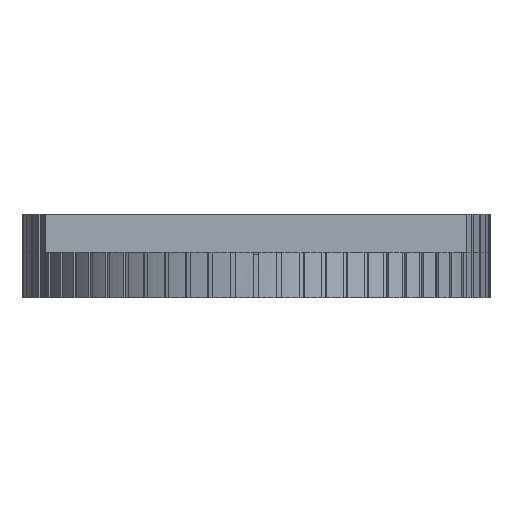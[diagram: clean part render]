
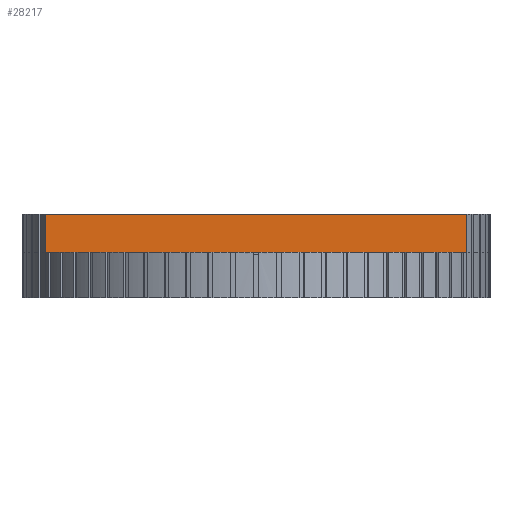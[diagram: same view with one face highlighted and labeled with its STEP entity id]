
A CAD part, left-side view. The second image highlights one B-rep face of the part: STEP entity #28217.
In plain terms, the highlighted planar face has unit normal (-1, 0, 0).
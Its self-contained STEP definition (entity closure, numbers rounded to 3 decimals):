
#11813 = PLANE('',#11814);
#11814 = AXIS2_PLACEMENT_3D('',#11815,#11816,#11817);
#11815 = CARTESIAN_POINT('',(-20.,-46.,16.5));
#11816 = DIRECTION('',(0.,0.,1.));
#11817 = DIRECTION('',(1.,0.,0.));
#14859 = VERTEX_POINT('',#14860);
#14860 = CARTESIAN_POINT('',(-20.,41.425,9.));
#14875 = CYLINDRICAL_SURFACE('',#14876,46.);
#14876 = AXIS2_PLACEMENT_3D('',#14877,#14878,#14879);
#14877 = CARTESIAN_POINT('',(0.,0.,0.));
#14878 = DIRECTION('',(0.,0.,1.));
#14879 = DIRECTION('',(1.,0.,0.));
#19190 = CYLINDRICAL_SURFACE('',#19191,46.);
#19191 = AXIS2_PLACEMENT_3D('',#19192,#19193,#19194);
#19192 = CARTESIAN_POINT('',(0.,0.,0.));
#19193 = DIRECTION('',(0.,0.,1.));
#19194 = DIRECTION('',(1.,0.,0.));
#19229 = VERTEX_POINT('',#19230);
#19230 = CARTESIAN_POINT('',(-20.,-41.425,9.));
#22333 = EDGE_CURVE('',#22334,#22336,#22338,.T.);
#22334 = VERTEX_POINT('',#22335);
#22335 = CARTESIAN_POINT('',(-20.,-41.425,16.5));
#22336 = VERTEX_POINT('',#22337);
#22337 = CARTESIAN_POINT('',(-20.,41.425,16.5));
#22338 = SURFACE_CURVE('',#22339,(#22343,#22350),.PCURVE_S1.);
#22339 = LINE('',#22340,#22341);
#22340 = CARTESIAN_POINT('',(-20.,-46.,16.5));
#22341 = VECTOR('',#22342,1.);
#22342 = DIRECTION('',(0.,1.,0.));
#22343 = PCURVE('',#11813,#22344);
#22344 = DEFINITIONAL_REPRESENTATION('',(#22345),#22349);
#22345 = LINE('',#22346,#22347);
#22346 = CARTESIAN_POINT('',(0.,0.));
#22347 = VECTOR('',#22348,1.);
#22348 = DIRECTION('',(0.,1.));
#22349 = ( GEOMETRIC_REPRESENTATION_CONTEXT(2) 
PARAMETRIC_REPRESENTATION_CONTEXT() REPRESENTATION_CONTEXT('2D SPACE',''
  ) );
#22350 = PCURVE('',#22351,#22356);
#22351 = PLANE('',#22352);
#22352 = AXIS2_PLACEMENT_3D('',#22353,#22354,#22355);
#22353 = CARTESIAN_POINT('',(-20.,-46.,0.));
#22354 = DIRECTION('',(1.,0.,0.));
#22355 = DIRECTION('',(0.,0.,1.));
#22356 = DEFINITIONAL_REPRESENTATION('',(#22357),#22361);
#22357 = LINE('',#22358,#22359);
#22358 = CARTESIAN_POINT('',(16.5,0.));
#22359 = VECTOR('',#22360,1.);
#22360 = DIRECTION('',(0.,-1.));
#22361 = ( GEOMETRIC_REPRESENTATION_CONTEXT(2) 
PARAMETRIC_REPRESENTATION_CONTEXT() REPRESENTATION_CONTEXT('2D SPACE',''
  ) );
#23233 = PLANE('',#23234);
#23234 = AXIS2_PLACEMENT_3D('',#23235,#23236,#23237);
#23235 = CARTESIAN_POINT('',(0.,0.,9.));
#23236 = DIRECTION('',(0.,0.,1.));
#23237 = DIRECTION('',(1.,0.,0.));
#27677 = EDGE_CURVE('',#14859,#22336,#27678,.T.);
#27678 = SURFACE_CURVE('',#27679,(#27683,#27689),.PCURVE_S1.);
#27679 = LINE('',#27680,#27681);
#27680 = CARTESIAN_POINT('',(-20.,41.425,0.));
#27681 = VECTOR('',#27682,1.);
#27682 = DIRECTION('',(0.,0.,1.));
#27683 = PCURVE('',#14875,#27684);
#27684 = DEFINITIONAL_REPRESENTATION('',(#27685),#27688);
#27685 = B_SPLINE_CURVE_WITH_KNOTS('',1,(#27686,#27687),.UNSPECIFIED.,
  .F.,.F.,(2,2),(0.,16.5),.PIECEWISE_BEZIER_KNOTS.);
#27686 = CARTESIAN_POINT('',(2.021,0.));
#27687 = CARTESIAN_POINT('',(2.021,16.5));
#27688 = ( GEOMETRIC_REPRESENTATION_CONTEXT(2) 
PARAMETRIC_REPRESENTATION_CONTEXT() REPRESENTATION_CONTEXT('2D SPACE',''
  ) );
#27689 = PCURVE('',#22351,#27690);
#27690 = DEFINITIONAL_REPRESENTATION('',(#27691),#27694);
#27691 = B_SPLINE_CURVE_WITH_KNOTS('',1,(#27692,#27693),.UNSPECIFIED.,
  .F.,.F.,(2,2),(0.,16.5),.PIECEWISE_BEZIER_KNOTS.);
#27692 = CARTESIAN_POINT('',(0.,-87.425));
#27693 = CARTESIAN_POINT('',(16.5,-87.425));
#27694 = ( GEOMETRIC_REPRESENTATION_CONTEXT(2) 
PARAMETRIC_REPRESENTATION_CONTEXT() REPRESENTATION_CONTEXT('2D SPACE',''
  ) );
#27811 = EDGE_CURVE('',#19229,#22334,#27812,.T.);
#27812 = SURFACE_CURVE('',#27813,(#27817,#27823),.PCURVE_S1.);
#27813 = LINE('',#27814,#27815);
#27814 = CARTESIAN_POINT('',(-20.,-41.425,0.));
#27815 = VECTOR('',#27816,1.);
#27816 = DIRECTION('',(0.,0.,1.));
#27817 = PCURVE('',#19190,#27818);
#27818 = DEFINITIONAL_REPRESENTATION('',(#27819),#27822);
#27819 = B_SPLINE_CURVE_WITH_KNOTS('',1,(#27820,#27821),.UNSPECIFIED.,
  .F.,.F.,(2,2),(0.,16.5),.PIECEWISE_BEZIER_KNOTS.);
#27820 = CARTESIAN_POINT('',(4.263,0.));
#27821 = CARTESIAN_POINT('',(4.263,16.5));
#27822 = ( GEOMETRIC_REPRESENTATION_CONTEXT(2) 
PARAMETRIC_REPRESENTATION_CONTEXT() REPRESENTATION_CONTEXT('2D SPACE',''
  ) );
#27823 = PCURVE('',#22351,#27824);
#27824 = DEFINITIONAL_REPRESENTATION('',(#27825),#27828);
#27825 = B_SPLINE_CURVE_WITH_KNOTS('',1,(#27826,#27827),.UNSPECIFIED.,
  .F.,.F.,(2,2),(0.,16.5),.PIECEWISE_BEZIER_KNOTS.);
#27826 = CARTESIAN_POINT('',(0.,-4.575));
#27827 = CARTESIAN_POINT('',(16.5,-4.575));
#27828 = ( GEOMETRIC_REPRESENTATION_CONTEXT(2) 
PARAMETRIC_REPRESENTATION_CONTEXT() REPRESENTATION_CONTEXT('2D SPACE',''
  ) );
#28217 = ADVANCED_FACE('',(#28218),#22351,.F.);
#28218 = FACE_BOUND('',#28219,.F.);
#28219 = EDGE_LOOP('',(#28220,#28221,#28222,#28241));
#28220 = ORIENTED_EDGE('',*,*,#22333,.F.);
#28221 = ORIENTED_EDGE('',*,*,#27811,.F.);
#28222 = ORIENTED_EDGE('',*,*,#28223,.T.);
#28223 = EDGE_CURVE('',#19229,#14859,#28224,.T.);
#28224 = SURFACE_CURVE('',#28225,(#28229,#28235),.PCURVE_S1.);
#28225 = LINE('',#28226,#28227);
#28226 = CARTESIAN_POINT('',(-20.,-23.,9.));
#28227 = VECTOR('',#28228,1.);
#28228 = DIRECTION('',(0.,1.,0.));
#28229 = PCURVE('',#22351,#28230);
#28230 = DEFINITIONAL_REPRESENTATION('',(#28231),#28234);
#28231 = B_SPLINE_CURVE_WITH_KNOTS('',1,(#28232,#28233),.UNSPECIFIED.,
  .F.,.F.,(2,2),(-26.71,72.71),
  .PIECEWISE_BEZIER_KNOTS.);
#28232 = CARTESIAN_POINT('',(9.,3.71));
#28233 = CARTESIAN_POINT('',(9.,-95.71));
#28234 = ( GEOMETRIC_REPRESENTATION_CONTEXT(2) 
PARAMETRIC_REPRESENTATION_CONTEXT() REPRESENTATION_CONTEXT('2D SPACE',''
  ) );
#28235 = PCURVE('',#23233,#28236);
#28236 = DEFINITIONAL_REPRESENTATION('',(#28237),#28240);
#28237 = B_SPLINE_CURVE_WITH_KNOTS('',1,(#28238,#28239),.UNSPECIFIED.,
  .F.,.F.,(2,2),(-26.71,72.71),
  .PIECEWISE_BEZIER_KNOTS.);
#28238 = CARTESIAN_POINT('',(-20.,-49.71));
#28239 = CARTESIAN_POINT('',(-20.,49.71));
#28240 = ( GEOMETRIC_REPRESENTATION_CONTEXT(2) 
PARAMETRIC_REPRESENTATION_CONTEXT() REPRESENTATION_CONTEXT('2D SPACE',''
  ) );
#28241 = ORIENTED_EDGE('',*,*,#27677,.T.);
